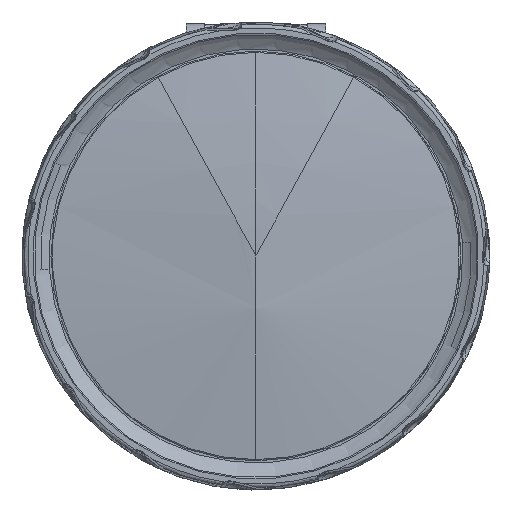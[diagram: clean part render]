
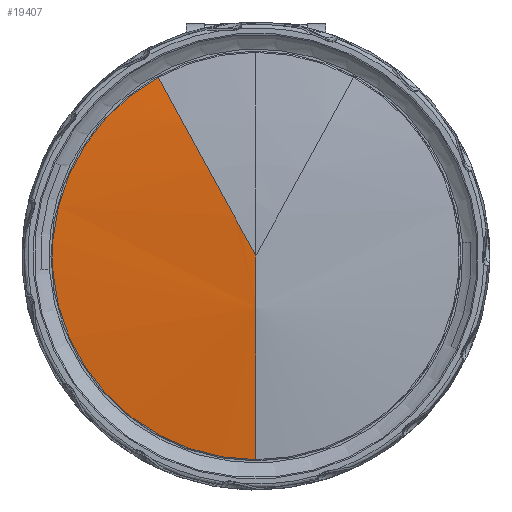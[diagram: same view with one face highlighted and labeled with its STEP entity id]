
A CAD part, front view. The second image highlights one B-rep face of the part: STEP entity #19407.
In plain terms, the highlighted spherical face has radius 363.25 mm.
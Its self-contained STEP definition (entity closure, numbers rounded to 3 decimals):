
#2714=CARTESIAN_POINT('',(0.,-159.758,
0.));
#2715=CARTESIAN_POINT('',(0.001,-159.758,
-0.353));
#2716=CARTESIAN_POINT('',(0.,-159.757,
-1.075));
#2717=CARTESIAN_POINT('',(0.,-159.752,
-2.189));
#2718=CARTESIAN_POINT('',(0.,-159.743,
-3.394));
#2719=CARTESIAN_POINT('',(0.,-159.729,
-4.71));
#2720=CARTESIAN_POINT('',(0.,-159.707,
-6.167));
#2721=CARTESIAN_POINT('',(0.,-159.676,
-7.821));
#2722=CARTESIAN_POINT('',(0.,-159.63,
-9.719));
#2723=CARTESIAN_POINT('',(0.,-159.566,
-11.898));
#2724=CARTESIAN_POINT('',(0.,-159.476,
-14.392));
#2725=CARTESIAN_POINT('',(0.,-159.353,
-17.237));
#2726=CARTESIAN_POINT('',(0.,-159.187,
-20.465));
#2727=CARTESIAN_POINT('',(0.,-158.964,
-24.107));
#2728=CARTESIAN_POINT('',(0.,-158.671,
-28.191));
#2729=CARTESIAN_POINT('',(0.,-158.29,
-32.751));
#2730=CARTESIAN_POINT('',(0.,-157.797,
-37.825));
#2731=CARTESIAN_POINT('',(0.,-157.165,
-43.465));
#2732=CARTESIAN_POINT('',(0.,-156.358,
-49.735));
#2733=CARTESIAN_POINT('',(0.,-155.666,
-54.433));
#2734=CARTESIAN_POINT('',(0.,-155.274,
-56.902));
#2736=CARTESIAN_POINT('',(0.,-155.274,
0.));
#2737=DIRECTION('',(0.,-1.,0.));
#2738=DIRECTION('',(-0.479,0.,0.878));
#2739=AXIS2_PLACEMENT_3D('',#2736,#2737,#2738);
#2783=CARTESIAN_POINT('',(0.,203.492,0.));
#2784=DIRECTION('',(-0.878,0.,-0.479));
#2785=DIRECTION('',(0.,-1.,0.));
#2786=AXIS2_PLACEMENT_3D('',#2783,#2784,#2785);
#2788=CARTESIAN_POINT('',(0.,203.492,0.));
#2789=DIRECTION('',(0.878,0.,0.479));
#2790=DIRECTION('',(-0.075,-0.988,0.137));
#2791=AXIS2_PLACEMENT_3D('',#2788,#2789,#2790);
#15456=CARTESIAN_POINT('',(-27.28,-155.274,
49.936));
#15457=CARTESIAN_POINT('',(-6.122,-159.534,
11.206));
#15458=VERTEX_POINT('',#15456);
#15459=VERTEX_POINT('',#15457);
#15512=VERTEX_POINT('',#2714);
#15513=VERTEX_POINT('',#2734);
#19394=CARTESIAN_POINT('',(0.,203.492,0.));
#19395=DIRECTION('',(-0.017,-0.999,0.031));
#19396=DIRECTION('',(0.479,-0.035,-0.877));
#19397=AXIS2_PLACEMENT_3D('',#19394,#19395,#19396);
#19398=SPHERICAL_SURFACE('',#19397,363.25);
#19399=ORIENTED_EDGE('',*,*,#19384,.T.);
#19400=ORIENTED_EDGE('',*,*,#19357,.F.);
#19402=ORIENTED_EDGE('',*,*,#19401,.T.);
#19404=ORIENTED_EDGE('',*,*,#19403,.F.);
#19405=EDGE_LOOP('',(#19399,#19400,#19402,#19404));
#19406=FACE_OUTER_BOUND('',#19405,.F.);
#19407=ADVANCED_FACE('',(#19406),#19398,.T.);
#2735=B_SPLINE_CURVE_WITH_KNOTS('',3,(#2714,#2715,#2716,#2717,#2718,#2719,#2720,
#2721,#2722,#2723,#2724,#2725,#2726,#2727,#2728,#2729,#2730,#2731,#2732,#2733,
#2734),.UNSPECIFIED.,.F.,.F.,(4,1,1,1,1,1,1,1,1,1,1,1,1,1,1,1,1,1,4),(0.,
0.056,0.111,0.167,0.222,
0.278,0.333,0.389,0.444,0.5,
0.556,0.611,0.667,0.722,
0.778,0.833,0.889,0.944,1.),
.UNSPECIFIED.);
#2740=CIRCLE('',#2739,56.902);
#2787=CIRCLE('',#2786,363.25);
#2792=CIRCLE('',#2791,363.25);
#19357=EDGE_CURVE('',#15458,#15513,#2740,.T.);
#19384=EDGE_CURVE('',#15512,#15513,#2735,.T.);
#19401=EDGE_CURVE('',#15458,#15459,#2792,.T.);
#19403=EDGE_CURVE('',#15512,#15459,#2787,.T.);
